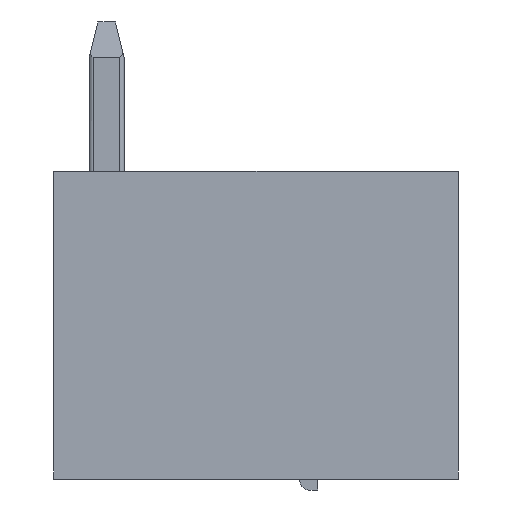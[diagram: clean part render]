
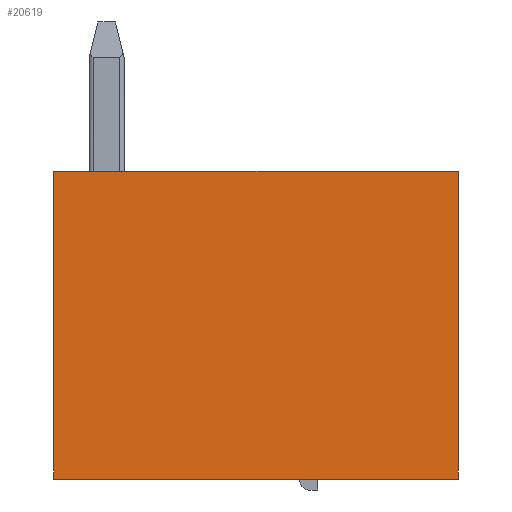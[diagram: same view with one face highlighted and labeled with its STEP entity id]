
A CAD part, front view. The second image highlights one B-rep face of the part: STEP entity #20619.
In plain terms, the highlighted planar face has unit normal (0, -1, 0).
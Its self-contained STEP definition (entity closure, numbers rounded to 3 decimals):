
#74=DIRECTION('',(0.,0.,1.));
#75=VECTOR('',#74,7.);
#76=CARTESIAN_POINT('',(0.,-4.51,-7.));
#77=LINE('',#76,#75);
#847=DIRECTION('',(0.,0.,1.));
#848=VECTOR('',#847,7.);
#849=CARTESIAN_POINT('',(9.2,-4.51,-7.));
#850=LINE('',#849,#848);
#6484=DIRECTION('',(-1.,0.,0.));
#6485=VECTOR('',#6484,9.2);
#6486=CARTESIAN_POINT('',(9.2,-4.51,0.));
#6487=LINE('',#6486,#6485);
#7017=DIRECTION('',(-1.,0.,0.));
#7018=VECTOR('',#7017,9.2);
#7019=CARTESIAN_POINT('',(9.2,-4.51,-7.));
#7020=LINE('',#7019,#7018);
#9456=CARTESIAN_POINT('',(9.2,-4.51,-7.));
#9457=CARTESIAN_POINT('',(9.2,-4.51,0.));
#9458=VERTEX_POINT('',#9456);
#9459=VERTEX_POINT('',#9457);
#9464=CARTESIAN_POINT('',(0.,-4.51,-7.));
#9465=CARTESIAN_POINT('',(0.,-4.51,0.));
#9466=VERTEX_POINT('',#9464);
#9467=VERTEX_POINT('',#9465);
#20608=CARTESIAN_POINT('',(9.2,-4.51,-7.));
#20609=DIRECTION('',(0.,1.,0.));
#20610=DIRECTION('',(0.,0.,1.));
#20611=AXIS2_PLACEMENT_3D('',#20608,#20609,#20610);
#20612=PLANE('',#20611);
#20613=ORIENTED_EDGE('',*,*,#11248,.F.);
#20614=ORIENTED_EDGE('',*,*,#11076,.T.);
#20615=ORIENTED_EDGE('',*,*,#11113,.T.);
#20616=ORIENTED_EDGE('',*,*,#20316,.F.);
#20617=EDGE_LOOP('',(#20613,#20614,#20615,#20616));
#20618=FACE_OUTER_BOUND('',#20617,.F.);
#20619=ADVANCED_FACE('',(#20618),#20612,.F.);
#11076=EDGE_CURVE('',#9458,#9466,#7020,.T.);
#11113=EDGE_CURVE('',#9466,#9467,#77,.T.);
#11248=EDGE_CURVE('',#9458,#9459,#850,.T.);
#20316=EDGE_CURVE('',#9459,#9467,#6487,.T.);
